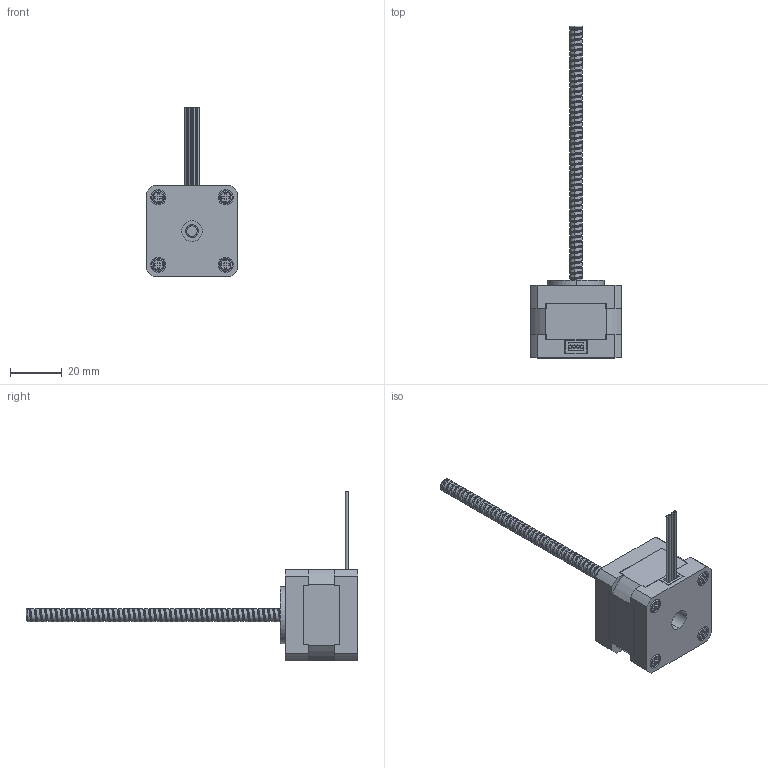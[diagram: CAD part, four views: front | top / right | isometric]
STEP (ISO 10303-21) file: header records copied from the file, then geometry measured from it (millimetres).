
FILE_DESCRIPTION (( 'STEP AP214' ), '1' );
FILE_NAME ('35H228-0504AST.STEP', '2022-02-22T05:48:49', ( '' ), ( '' ), 'SwSTEP 2.0', 'SolidWorks 2020', '' );
FILE_SCHEMA (( 'AUTOMOTIVE_DESIGN' ));
Length unit declared in the file: millimetre
Products named in the file (7): 35D16-B綴傷裔; 隅赽; M3蹟隊; 佪裝; 35D16-Aヶ傷裔; 35H228-0504AST; 盄旰
Assembly tree (9 placements, depth 2):
  35H228-0504AST
    隅赽
    35D16-Aヶ傷裔
    35D16-B綴傷裔
    佪裝
    盄旰
    M3蹟隊  x4
Bounding box: 35.3 x 128 x 65.45 mm (x, y, z)
Volume: 36181.9 mm3; surface area: 17008.3 mm2
Topology: 14 solids, 14 shells, 324 faces, 834 edges, 547 vertices
Faces by surface type: cylinder 199, plane 102, torus 20, bspline 3
Entity records: 18463 total; most frequent: CARTESIAN_POINT 11805, ORIENTED_EDGE 1326, DIRECTION 1138, EDGE_CURVE 663, VERTEX_POINT 439, AXIS2_PLACEMENT_3D 421, LINE 296, VECTOR 296
